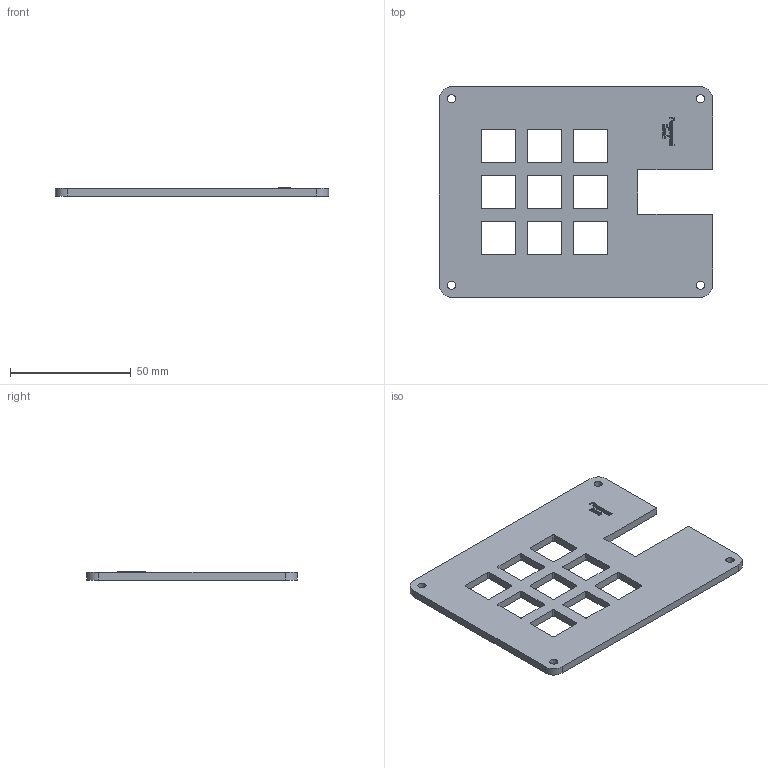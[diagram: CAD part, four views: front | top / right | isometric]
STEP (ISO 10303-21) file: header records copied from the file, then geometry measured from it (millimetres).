
FILE_DESCRIPTION(/* description */ (''),/* implementation_level */ '2;1');
FILE_NAME(/* name */ 'upfront.step',/* time_stamp */ '2026-01-20T02:51:10+05:30',/* author */ (''),/* organization */ (''),/* preprocessor_version */ 'ST-DEVELOPER v20.1',/* originating_system */ 'Autodesk Translation Framework v14.21.0.0',/* authorisation */ '');
FILE_SCHEMA (('AUTOMOTIVE_DESIGN { 1 0 10303 214 3 1 1 }'));
Length unit declared in the file: millimetre
Products named in the file (1): 2026-01-19-19-09-05-053
Bounding box: 113.2 x 87.24 x 3.45 mm (x, y, z)
Volume: 24318.9 mm3; surface area: 18210.9 mm2
Topology: 1 solids, 1 shells, 348 faces, 978 edges, 652 vertices
Faces by surface type: bspline 178, plane 126, cylinder 44
Full cylindrical faces by diameter (mm): 3.4 x4
Entity records: 12935 total; most frequent: CARTESIAN_POINT 5005, ORIENTED_EDGE 1956, DIRECTION 1052, EDGE_CURVE 978, VERTEX_POINT 652, LINE 534, VECTOR 534, EDGE_LOOP 394
